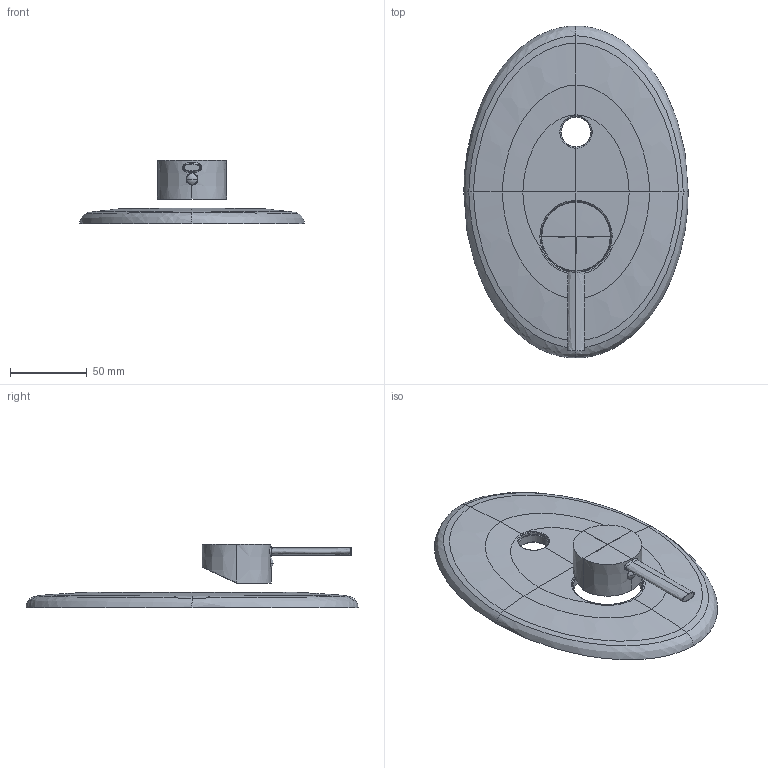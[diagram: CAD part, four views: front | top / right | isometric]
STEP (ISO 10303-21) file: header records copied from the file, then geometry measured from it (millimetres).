
FILE_DESCRIPTION((''),'2;1');
FILE_NAME('BR015CREST','2021-11-08T09:16:34',('ut3'),('PAFFONI SpA'),'CREO PARAMETRIC BY PTC INC, 2020044','CREO PARAMETRIC BY PTC INC, 2020044','');
FILE_SCHEMA(('CONFIG_CONTROL_DESIGN','SHAPE_APPEARANCE_LAYERS_GROUPS'));
Length unit declared in the file: millimetre
Products named in the file (1): BR015CREST
Bounding box: 146 x 216 x 41.45 mm (x, y, z)
Volume: 73058.2 mm3; surface area: 64832.4 mm2
Topology: 2 solids, 3 shells, 212 faces, 523 edges, 305 vertices
Faces by surface type: bspline 63, plane 56, cylinder 54, torus 23, cone 12, sphere 2, extrusion 2
Entity records: 12455 total; most frequent: CARTESIAN_POINT 6362, ORIENTED_EDGE 1018, DIRECTION 818, EDGE_CURVE 509, AXIS2_PLACEMENT_3D 319, VERTEX_POINT 305, EDGE_LOOP 230, PRESENTATION_STYLE_ASSIGNMENT 214
